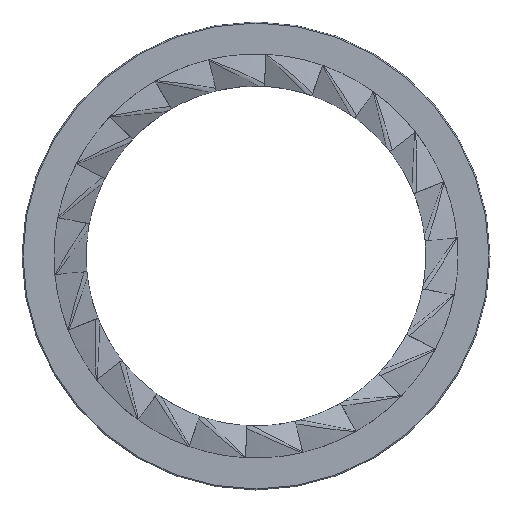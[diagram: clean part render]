
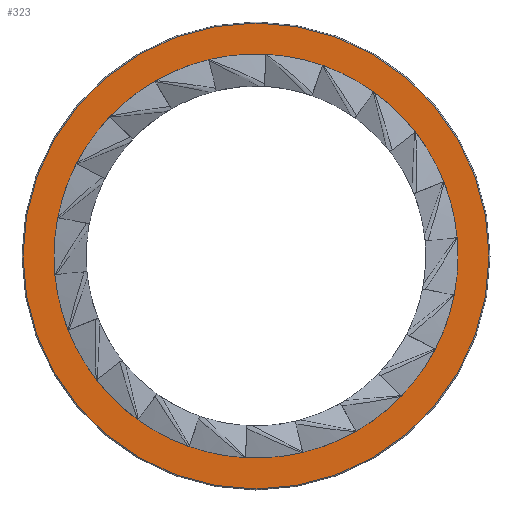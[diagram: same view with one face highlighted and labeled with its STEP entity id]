
A CAD part, left-side view. The second image highlights one B-rep face of the part: STEP entity #323.
In plain terms, the highlighted face is planar.
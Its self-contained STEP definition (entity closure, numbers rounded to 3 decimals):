
#145=PLANE('',#371);
#157=FACE_BOUND('',#182,.T.);
#163=FACE_OUTER_BOUND('',#181,.T.);
#181=EDGE_LOOP('',(#263));
#182=EDGE_LOOP('',(#264));
#200=CIRCLE('',#368,69.7);
#202=CIRCLE('',#372,60.4);
#208=VERTEX_POINT('',#545);
#210=VERTEX_POINT('',#551);
#230=EDGE_CURVE('',#208,#208,#200,.T.);
#232=EDGE_CURVE('',#210,#210,#202,.T.);
#263=ORIENTED_EDGE('',*,*,#230,.F.);
#264=ORIENTED_EDGE('',*,*,#232,.T.);
#323=ADVANCED_FACE('',(#163,#157),#145,.F.);
#368=AXIS2_PLACEMENT_3D('',#546,#428,#429);
#371=AXIS2_PLACEMENT_3D('',#550,#434,#435);
#372=AXIS2_PLACEMENT_3D('',#552,#436,#437);
#428=DIRECTION('center_axis',(0.,0.,1.));
#429=DIRECTION('ref_axis',(-1.,0.,0.));
#434=DIRECTION('center_axis',(0.,0.,1.));
#435=DIRECTION('ref_axis',(1.,0.,0.));
#436=DIRECTION('center_axis',(0.,0.,1.));
#437=DIRECTION('ref_axis',(-1.,0.,0.));
#545=CARTESIAN_POINT('',(69.7,0.,0.));
#546=CARTESIAN_POINT('Origin',(0.,0.,0.));
#550=CARTESIAN_POINT('Origin',(0.,0.,
0.));
#551=CARTESIAN_POINT('',(60.4,0.,0.));
#552=CARTESIAN_POINT('Origin',(0.,0.,0.));
